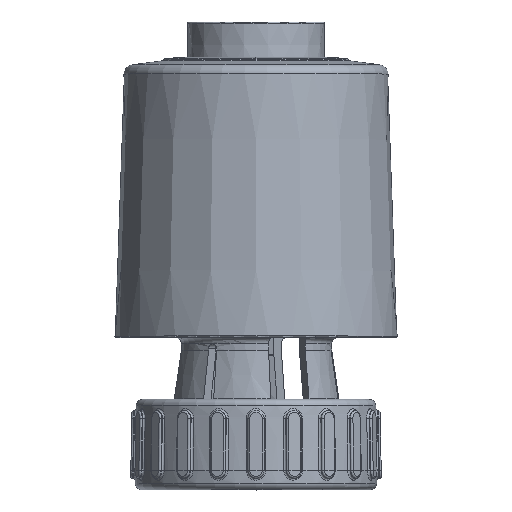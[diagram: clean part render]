
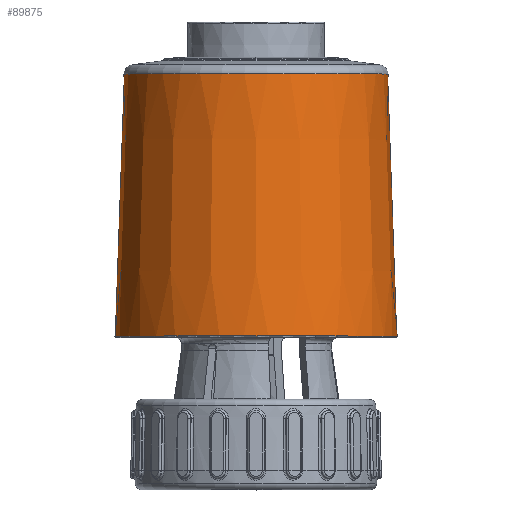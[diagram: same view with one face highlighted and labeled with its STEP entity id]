
A CAD part, top view. The second image highlights one B-rep face of the part: STEP entity #89875.
In plain terms, the highlighted conical face has half-angle 2 degrees and reference radius 21.185 mm.
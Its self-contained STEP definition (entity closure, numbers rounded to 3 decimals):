
#75153=CARTESIAN_POINT('',(0.,0.207,0.));
#75154=DIRECTION('',(0.,1.,0.));
#75155=DIRECTION('',(0.087,0.,-0.996));
#75156=AXIS2_PLACEMENT_3D('',#75153,#75154,#75155);
#75161=CARTESIAN_POINT('',(0.,0.207,0.));
#75162=DIRECTION('',(0.,1.,0.));
#75163=DIRECTION('',(-0.087,0.,0.996));
#75164=AXIS2_PLACEMENT_3D('',#75161,#75162,#75163);
#75292=DIRECTION('',(-0.003,0.999,-0.035));
#75293=VECTOR('',#75292,40.647);
#75294=CARTESIAN_POINT('',(1.908,0.207,
21.811));
#75295=LINE('',#75294,#75293);
#75299=CARTESIAN_POINT('',(1.785,40.829,20.398));
#75320=DIRECTION('',(-0.003,0.999,0.035));
#75321=VECTOR('',#75320,40.647);
#75322=CARTESIAN_POINT('',(1.908,0.207,
-21.811));
#75323=LINE('',#75322,#75321);
#75349=CARTESIAN_POINT('',(1.785,40.829,
-20.398));
#75552=CARTESIAN_POINT('',(0.,40.829,
0.));
#75553=DIRECTION('',(0.,-1.,0.));
#75554=DIRECTION('',(0.087,0.,0.996));
#75555=AXIS2_PLACEMENT_3D('',#75552,#75553,#75554);
#75560=CARTESIAN_POINT('',(0.,40.829,
0.));
#75561=DIRECTION('',(0.,-1.,0.));
#75562=DIRECTION('',(-0.087,0.,0.996));
#75563=AXIS2_PLACEMENT_3D('',#75560,#75561,#75562);
#75568=CARTESIAN_POINT('',(0.,40.829,
0.));
#75569=DIRECTION('',(0.,-1.,0.));
#75570=DIRECTION('',(-0.087,0.,-0.996));
#75571=AXIS2_PLACEMENT_3D('',#75568,#75569,#75570);
#77801=VERTEX_POINT('',#75299);
#77803=CARTESIAN_POINT('',(1.908,0.207,
21.811));
#77804=VERTEX_POINT('',#77803);
#77805=CARTESIAN_POINT('',(1.908,0.207,
-21.811));
#77806=VERTEX_POINT('',#77805);
#77807=CARTESIAN_POINT('',(-1.908,0.207,
21.811));
#77808=VERTEX_POINT('',#77807);
#77810=VERTEX_POINT('',#75349);
#77811=CARTESIAN_POINT('',(-1.785,40.829,
20.398));
#77812=VERTEX_POINT('',#77811);
#77813=CARTESIAN_POINT('',(-1.785,40.829,
-20.398));
#77814=VERTEX_POINT('',#77813);
#89857=CARTESIAN_POINT('',(0.,20.518,0.));
#89858=DIRECTION('',(0.,-1.,0.));
#89859=DIRECTION('',(0.087,0.,-0.996));
#89860=AXIS2_PLACEMENT_3D('',#89857,#89858,#89859);
#89861=CONICAL_SURFACE('',#89860,21.185,2.);
#89862=ORIENTED_EDGE('',*,*,#89657,.F.);
#89863=ORIENTED_EDGE('',*,*,#89655,.F.);
#89865=ORIENTED_EDGE('',*,*,#89864,.T.);
#89867=ORIENTED_EDGE('',*,*,#89866,.F.);
#89869=ORIENTED_EDGE('',*,*,#89868,.F.);
#89871=ORIENTED_EDGE('',*,*,#89870,.F.);
#89872=ORIENTED_EDGE('',*,*,#89847,.F.);
#89873=EDGE_LOOP('',(#89862,#89863,#89865,#89867,#89869,#89871,#89872));
#89874=FACE_OUTER_BOUND('',#89873,.F.);
#75157=CIRCLE('',#75156,21.894);
#75165=CIRCLE('',#75164,21.894);
#75556=CIRCLE('',#75555,20.476);
#75564=CIRCLE('',#75563,20.476);
#75572=CIRCLE('',#75571,20.476);
#89655=EDGE_CURVE('',#77806,#77808,#75157,.T.);
#89657=EDGE_CURVE('',#77808,#77804,#75165,.T.);
#89847=EDGE_CURVE('',#77804,#77801,#75295,.T.);
#89864=EDGE_CURVE('',#77806,#77810,#75323,.T.);
#89866=EDGE_CURVE('',#77814,#77810,#75572,.T.);
#89868=EDGE_CURVE('',#77812,#77814,#75564,.T.);
#89870=EDGE_CURVE('',#77801,#77812,#75556,.T.);
#89875=ADVANCED_FACE('',(#89874),#89861,.T.);
